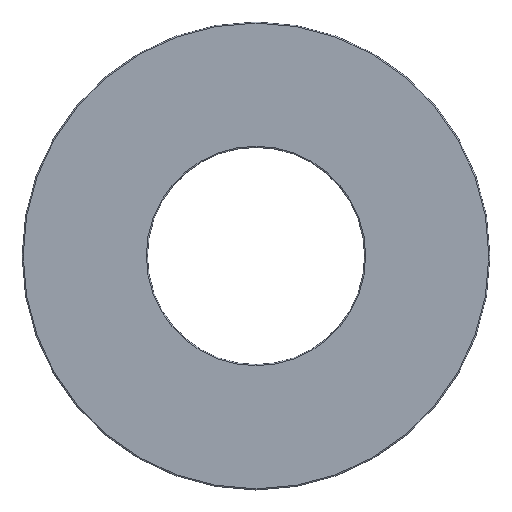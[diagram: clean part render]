
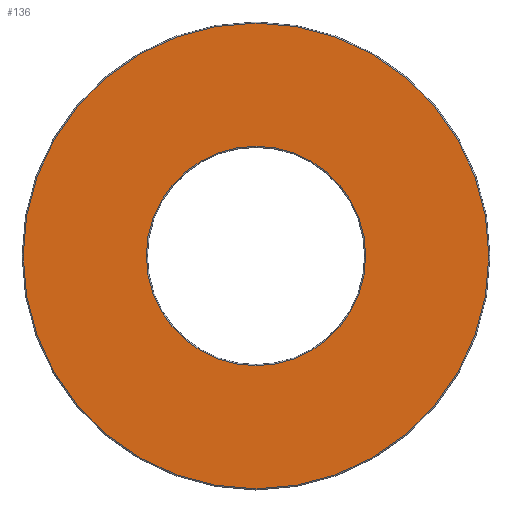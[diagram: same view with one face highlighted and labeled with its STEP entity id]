
A CAD part, top view. The second image highlights one B-rep face of the part: STEP entity #136.
In plain terms, the highlighted planar face has unit normal (0, 0, 1).
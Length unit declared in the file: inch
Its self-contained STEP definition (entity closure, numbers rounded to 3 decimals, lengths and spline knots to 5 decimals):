
#56 = FACE_OUTER_BOUND ( 'NONE', #255, .T. ) ;
#61 = AXIS2_PLACEMENT_3D ( 'NONE', #297, #237, #238 ) ;
#63 = AXIS2_PLACEMENT_3D ( 'NONE', #221, #222, #224 ) ;
#68 = AXIS2_PLACEMENT_3D ( 'NONE', #240, #241, #218 ) ;
#75 = FACE_BOUND ( 'NONE', #247, .T. ) ;
#84 = CARTESIAN_POINT ( 'NONE',  ( 0.20513, 0., 0.0625 ) ) ;
#85 = CARTESIAN_POINT ( 'NONE',  ( -0.4355, 0., 0.0625 ) ) ;
#89 = CARTESIAN_POINT ( 'NONE',  ( 0.4355, 0., 0.0625 ) ) ;
#90 = CARTESIAN_POINT ( 'NONE',  ( -0.20513, 0., 0.0625 ) ) ;
#128 = EDGE_CURVE ( 'NONE', #321, #327, #164, .T. ) ;
#134 = CIRCLE ( 'NONE', #68, 0.20513 ) ;
#136 = ADVANCED_FACE ( 'NONE', ( #75, #56 ), #233, .T. ) ;
#141 = EDGE_CURVE ( 'NONE', #327, #321, #134, .T. ) ;
#150 = CIRCLE ( 'NONE', #402, 0.4355 ) ;
#160 = EDGE_CURVE ( 'NONE', #322, #326, #171, .T. ) ;
#164 = CIRCLE ( 'NONE', #63, 0.20513 ) ;
#171 = CIRCLE ( 'NONE', #397, 0.4355 ) ;
#172 = EDGE_CURVE ( 'NONE', #326, #322, #150, .T. ) ;
#199 = DIRECTION ( 'NONE',  ( 1., 0., 0. ) ) ;
#200 = DIRECTION ( 'NONE',  ( 0., 0., 1. ) ) ;
#201 = CARTESIAN_POINT ( 'NONE',  ( 0., 0., 0.0625 ) ) ;
#218 = DIRECTION ( 'NONE',  ( 1., 0., 0. ) ) ;
#221 = CARTESIAN_POINT ( 'NONE',  ( 0., 0., 0.0625 ) ) ;
#222 = DIRECTION ( 'NONE',  ( 0., 0., -1. ) ) ;
#224 = DIRECTION ( 'NONE',  ( 1., 0., 0. ) ) ;
#233 = PLANE ( 'NONE',  #61 ) ;
#237 = DIRECTION ( 'NONE',  ( 0., 0., 1. ) ) ;
#238 = DIRECTION ( 'NONE',  ( 1., 0., 0. ) ) ;
#240 = CARTESIAN_POINT ( 'NONE',  ( 0., 0., 0.0625 ) ) ;
#241 = DIRECTION ( 'NONE',  ( 0., 0., -1. ) ) ;
#247 = EDGE_LOOP ( 'NONE', ( #340, #358 ) ) ;
#255 = EDGE_LOOP ( 'NONE', ( #378, #303 ) ) ;
#257 = DIRECTION ( 'NONE',  ( 1., 0., 0. ) ) ;
#258 = DIRECTION ( 'NONE',  ( 0., 0., 1. ) ) ;
#259 = CARTESIAN_POINT ( 'NONE',  ( 0., 0., 0.0625 ) ) ;
#297 = CARTESIAN_POINT ( 'NONE',  ( 0., 0., 0.0625 ) ) ;
#303 = ORIENTED_EDGE ( 'NONE', *, *, #160, .T. ) ;
#321 = VERTEX_POINT ( 'NONE', #84 ) ;
#322 = VERTEX_POINT ( 'NONE', #85 ) ;
#326 = VERTEX_POINT ( 'NONE', #89 ) ;
#327 = VERTEX_POINT ( 'NONE', #90 ) ;
#340 = ORIENTED_EDGE ( 'NONE', *, *, #128, .T. ) ;
#358 = ORIENTED_EDGE ( 'NONE', *, *, #141, .T. ) ;
#378 = ORIENTED_EDGE ( 'NONE', *, *, #172, .T. ) ;
#397 = AXIS2_PLACEMENT_3D ( 'NONE', #259, #258, #257 ) ;
#402 = AXIS2_PLACEMENT_3D ( 'NONE', #201, #200, #199 ) ;
